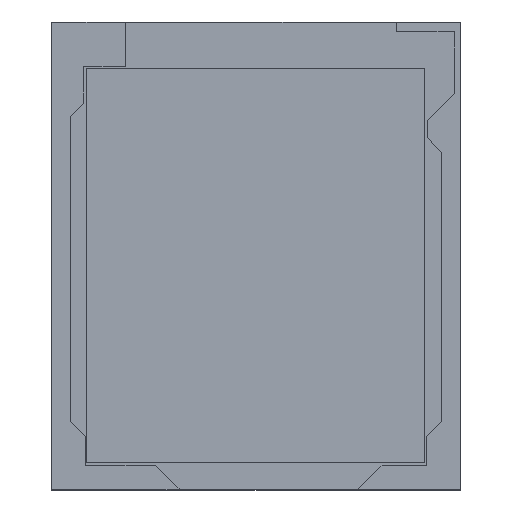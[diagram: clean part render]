
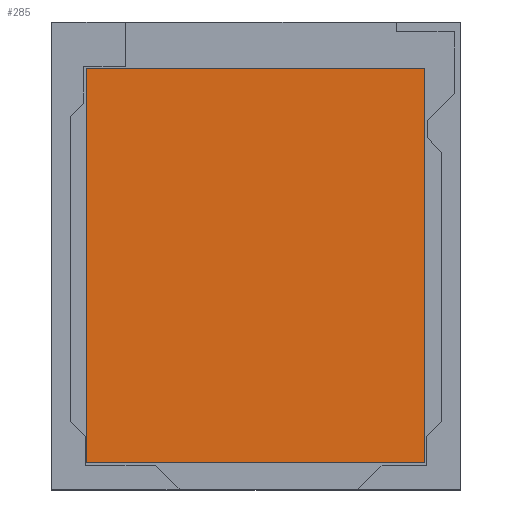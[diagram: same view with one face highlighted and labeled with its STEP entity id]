
A CAD part, top view. The second image highlights one B-rep face of the part: STEP entity #285.
In plain terms, the highlighted planar face has unit normal (0, 0, 1).
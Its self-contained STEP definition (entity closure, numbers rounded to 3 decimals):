
#35 = ORIENTED_EDGE ( 'NONE', *, *, #687, .T. ) ;
#43 = EDGE_CURVE ( 'NONE', #631, #399, #305, .T. ) ;
#62 = EDGE_LOOP ( 'NONE', ( #1076, #953, #35, #65 ) ) ;
#65 = ORIENTED_EDGE ( 'NONE', *, *, #999, .T. ) ;
#66 = CARTESIAN_POINT ( 'NONE',  ( 0., 0., 2.75 ) ) ;
#77 = DIRECTION ( 'NONE',  ( -1., 0., 0. ) ) ;
#118 = DIRECTION ( 'NONE',  ( 0., 1., 0. ) ) ;
#252 = AXIS2_PLACEMENT_3D ( 'NONE', #66, #1023, #685 ) ;
#285 = ADVANCED_FACE ( 'NONE', ( #491 ), #598, .T. ) ;
#305 = LINE ( 'NONE', #904, #897 ) ;
#312 = CARTESIAN_POINT ( 'NONE',  ( 13.65, -16.8, 2.75 ) ) ;
#350 = CARTESIAN_POINT ( 'NONE',  ( -13.8, 15.2, 2.75 ) ) ;
#368 = VECTOR ( 'NONE', #842, 1000. ) ;
#393 = LINE ( 'NONE', #1010, #368 ) ;
#399 = VERTEX_POINT ( 'NONE', #312 ) ;
#491 = FACE_OUTER_BOUND ( 'NONE', #62, .T. ) ;
#510 = VERTEX_POINT ( 'NONE', #1025 ) ;
#531 = VECTOR ( 'NONE', #77, 1000. ) ;
#598 = PLANE ( 'NONE',  #252 ) ;
#631 = VERTEX_POINT ( 'NONE', #935 ) ;
#685 = DIRECTION ( 'NONE',  ( 1., 0., 0. ) ) ;
#687 = EDGE_CURVE ( 'NONE', #399, #510, #956, .T. ) ;
#735 = VERTEX_POINT ( 'NONE', #806 ) ;
#806 = CARTESIAN_POINT ( 'NONE',  ( -13.8, 15.2, 2.75 ) ) ;
#822 = EDGE_CURVE ( 'NONE', #735, #631, #393, .T. ) ;
#842 = DIRECTION ( 'NONE',  ( 0., -1., 0. ) ) ;
#867 = VECTOR ( 'NONE', #118, 1000. ) ;
#897 = VECTOR ( 'NONE', #991, 1000. ) ;
#904 = CARTESIAN_POINT ( 'NONE',  ( -13.8, -16.8, 2.75 ) ) ;
#927 = CARTESIAN_POINT ( 'NONE',  ( 13.65, 15.2, 2.75 ) ) ;
#935 = CARTESIAN_POINT ( 'NONE',  ( -13.8, -16.8, 2.75 ) ) ;
#953 = ORIENTED_EDGE ( 'NONE', *, *, #43, .T. ) ;
#956 = LINE ( 'NONE', #927, #867 ) ;
#970 = LINE ( 'NONE', #350, #531 ) ;
#991 = DIRECTION ( 'NONE',  ( 1., 0., 0. ) ) ;
#999 = EDGE_CURVE ( 'NONE', #510, #735, #970, .T. ) ;
#1010 = CARTESIAN_POINT ( 'NONE',  ( -13.8, 15.2, 2.75 ) ) ;
#1023 = DIRECTION ( 'NONE',  ( 0., 0., 1. ) ) ;
#1025 = CARTESIAN_POINT ( 'NONE',  ( 13.65, 15.2, 2.75 ) ) ;
#1076 = ORIENTED_EDGE ( 'NONE', *, *, #822, .T. ) ;
